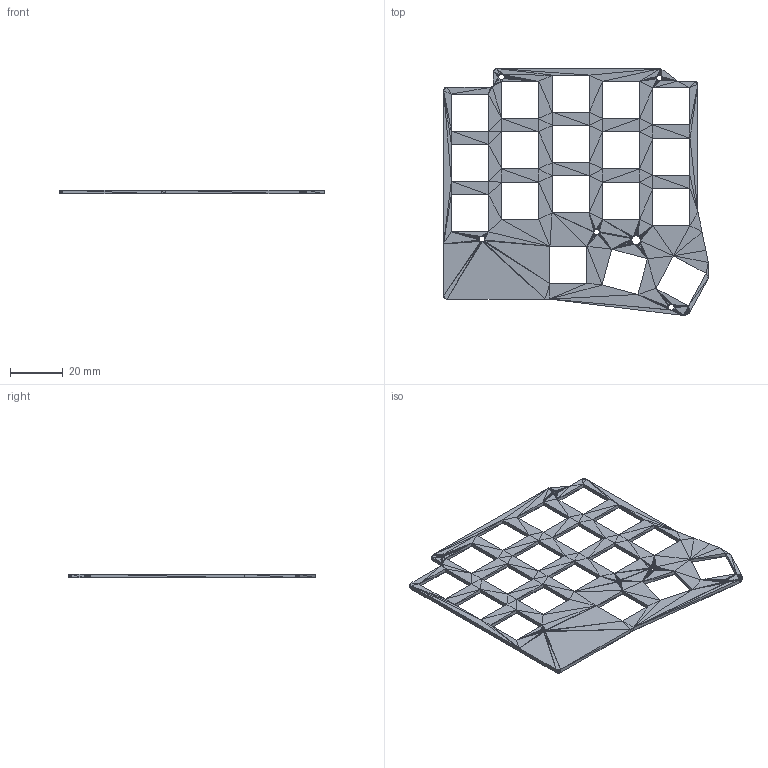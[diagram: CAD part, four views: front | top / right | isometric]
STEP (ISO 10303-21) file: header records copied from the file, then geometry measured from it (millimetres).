
FILE_DESCRIPTION(('FreeCAD Model'),'2;1');
FILE_NAME('Open CASCADE Shape Model','2023-12-24T11:51:15',('Author'),( ''),'Open CASCADE STEP processor 7.6','FreeCAD','Unknown');
FILE_SCHEMA(('AUTOMOTIVE_DESIGN { 1 0 10303 214 1 1 1 1 }'));
Length unit declared in the file: millimetre
Products named in the file (1): Full_Switch_Plate001 (Solid)
Bounding box: 100.09 x 93.4 x 1.5 mm (x, y, z)
Volume: 7342.7 mm3; surface area: 11915.1 mm2
Topology: 1 solids, 1 shells, 1528 faces, 2292 edges, 718 vertices
Faces by surface type: plane 1528
Entity records: 29734 total; most frequent: DIRECTION 5350, ORIENTED_EDGE 4584, CARTESIAN_POINT 4539, EDGE_CURVE 2292, LINE 2292, VECTOR 2292, AXIS2_PLACEMENT_3D 1529, ADVANCED_FACE 1528
